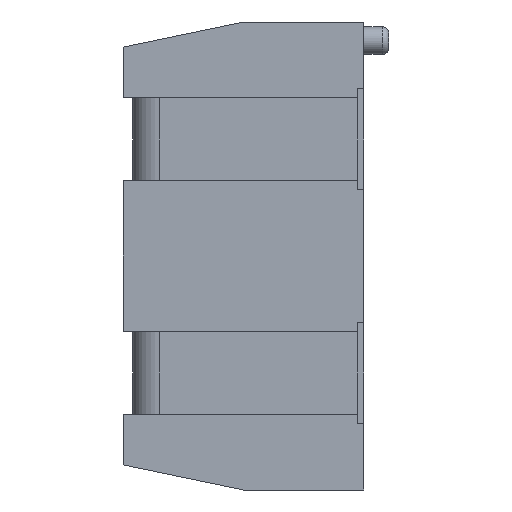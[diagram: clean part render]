
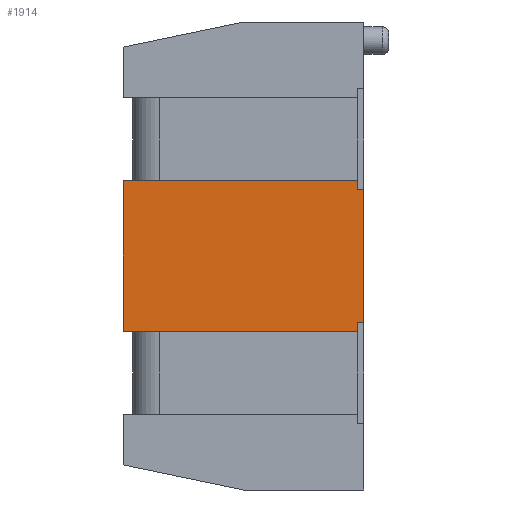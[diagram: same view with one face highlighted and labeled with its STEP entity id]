
A CAD part, left-side view. The second image highlights one B-rep face of the part: STEP entity #1914.
In plain terms, the highlighted planar face has unit normal (-1, 0, 0).
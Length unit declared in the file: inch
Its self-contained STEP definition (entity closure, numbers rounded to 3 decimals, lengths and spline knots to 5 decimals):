
#176 = ORIENTED_EDGE ( 'NONE', *, *, #5244, .F. ) ;
#215 = EDGE_CURVE ( 'NONE', #4248, #7518, #5026, .T. ) ;
#447 = ORIENTED_EDGE ( 'NONE', *, *, #215, .T. ) ;
#595 = LINE ( 'NONE', #1106, #1293 ) ;
#736 = VERTEX_POINT ( 'NONE', #4920 ) ;
#1106 = CARTESIAN_POINT ( 'NONE',  ( -1.07087, 0.05906, -0.14173 ) ) ;
#1133 = VECTOR ( 'NONE', #7099, 39.37008 ) ;
#1293 = VECTOR ( 'NONE', #3027, 39.37008 ) ;
#1323 = CARTESIAN_POINT ( 'NONE',  ( -1.07087, 0., 0.12598 ) ) ;
#1356 = AXIS2_PLACEMENT_3D ( 'NONE', #7247, #3500, #1412 ) ;
#1358 = EDGE_CURVE ( 'NONE', #736, #2471, #5807, .T. ) ;
#1412 = DIRECTION ( 'NONE',  ( 0., 0., 1. ) ) ;
#1438 = ORIENTED_EDGE ( 'NONE', *, *, #1358, .F. ) ;
#1481 = LINE ( 'NONE', #3355, #3396 ) ;
#1914 = ADVANCED_FACE ( 'NONE', ( #7965 ), #5458, .F. ) ;
#2137 = VECTOR ( 'NONE', #7618, 39.37008 ) ;
#2313 = CARTESIAN_POINT ( 'NONE',  ( -1.07087, 0., -0.14173 ) ) ;
#2341 = CARTESIAN_POINT ( 'NONE',  ( -1.07087, 0.45276, -0.14173 ) ) ;
#2471 = VERTEX_POINT ( 'NONE', #6646 ) ;
#2611 = EDGE_CURVE ( 'NONE', #736, #4248, #2822, .T. ) ;
#2712 = EDGE_CURVE ( 'NONE', #5539, #7518, #595, .T. ) ;
#2822 = LINE ( 'NONE', #5456, #3853 ) ;
#2929 = VECTOR ( 'NONE', #8385, 39.37008 ) ;
#3027 = DIRECTION ( 'NONE',  ( 0., 1., 0. ) ) ;
#3160 = EDGE_LOOP ( 'NONE', ( #1438, #8021, #447, #4017, #4196, #176 ) ) ;
#3355 = CARTESIAN_POINT ( 'NONE',  ( -1.07087, 0.45276, 0.12598 ) ) ;
#3396 = VECTOR ( 'NONE', #3450, 39.37008 ) ;
#3450 = DIRECTION ( 'NONE',  ( 0., -1., 0. ) ) ;
#3500 = DIRECTION ( 'NONE',  ( 1., 0., 0. ) ) ;
#3853 = VECTOR ( 'NONE', #7490, 39.37008 ) ;
#4017 = ORIENTED_EDGE ( 'NONE', *, *, #2712, .F. ) ;
#4196 = ORIENTED_EDGE ( 'NONE', *, *, #6459, .F. ) ;
#4248 = VERTEX_POINT ( 'NONE', #6948 ) ;
#4476 = CARTESIAN_POINT ( 'NONE',  ( -1.07087, 0., -0.44094 ) ) ;
#4920 = CARTESIAN_POINT ( 'NONE',  ( -1.07087, 0.01181, 0.14173 ) ) ;
#5026 = LINE ( 'NONE', #5065, #2137 ) ;
#5065 = CARTESIAN_POINT ( 'NONE',  ( -1.07087, 0.45276, -0.44094 ) ) ;
#5244 = EDGE_CURVE ( 'NONE', #2471, #7045, #1481, .T. ) ;
#5456 = CARTESIAN_POINT ( 'NONE',  ( -1.07087, 0.05906, 0.14173 ) ) ;
#5458 = PLANE ( 'NONE',  #1356 ) ;
#5539 = VERTEX_POINT ( 'NONE', #2313 ) ;
#5778 = LINE ( 'NONE', #4476, #1133 ) ;
#5807 = LINE ( 'NONE', #6495, #2929 ) ;
#6459 = EDGE_CURVE ( 'NONE', #7045, #5539, #5778, .T. ) ;
#6495 = CARTESIAN_POINT ( 'NONE',  ( -1.07087, 0.01181, -0.44094 ) ) ;
#6646 = CARTESIAN_POINT ( 'NONE',  ( -1.07087, 0.01181, 0.12598 ) ) ;
#6948 = CARTESIAN_POINT ( 'NONE',  ( -1.07087, 0.45276, 0.14173 ) ) ;
#7045 = VERTEX_POINT ( 'NONE', #1323 ) ;
#7099 = DIRECTION ( 'NONE',  ( 0., 0., -1. ) ) ;
#7247 = CARTESIAN_POINT ( 'NONE',  ( -1.07087, 0.45276, -0.44094 ) ) ;
#7490 = DIRECTION ( 'NONE',  ( 0., 1., 0. ) ) ;
#7518 = VERTEX_POINT ( 'NONE', #2341 ) ;
#7618 = DIRECTION ( 'NONE',  ( 0., 0., -1. ) ) ;
#7965 = FACE_OUTER_BOUND ( 'NONE', #3160, .T. ) ;
#8021 = ORIENTED_EDGE ( 'NONE', *, *, #2611, .T. ) ;
#8385 = DIRECTION ( 'NONE',  ( 0., 0., -1. ) ) ;
